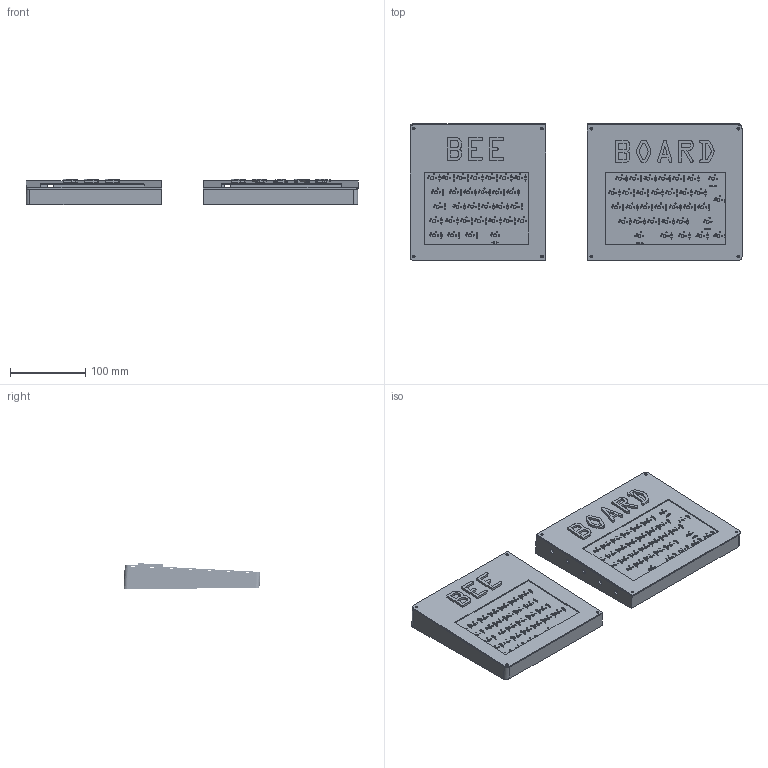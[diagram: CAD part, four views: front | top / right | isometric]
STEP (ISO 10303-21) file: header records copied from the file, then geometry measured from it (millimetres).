
FILE_DESCRIPTION(/* description */ (''),/* implementation_level */ '2;1');
FILE_NAME(/* name */ 'BeeBoard.step',/* time_stamp */ '2025-07-10T01:05:40+01:00',/* author */ (''),/* organization */ (''),/* preprocessor_version */ 'ST-DEVELOPER v20.1',/* originating_system */ 'Autodesk Translation Framework v14.10.0.0',/* authorisation */ '');
FILE_SCHEMA (('AUTOMOTIVE_DESIGN { 1 0 10303 214 3 1 1 }'));
Length unit declared in the file: millimetre
Products named in the file (7): 2025-07-09-23-40-43-480; BeeBoard 1; BeeBoard_PCB_1; BeeBoard_PCB_2; D_DO-35_SOD27_P7.62mm_Horizontal; 2025-07-10-00-07-14-696; 2025-07-10-00-12-58-784
Assembly tree (68 placements, depth 3):
  2025-07-09-23-40-43-480
    BeeBoard 1
      D_DO-35_SOD27_P7.62mm_Horizontal  x63
      BeeBoard_PCB_1
      BeeBoard_PCB_2
    2025-07-10-00-07-14-696
    2025-07-10-00-12-58-784
Bounding box: 440.48 x 181.74 x 33.78 mm (x, y, z)
Volume: 926755.4 mm3; surface area: 407098.3 mm2
Topology: 132 solids, 132 shells, 1855 faces, 4143 edges, 2720 vertices
Faces by surface type: cylinder 923, plane 566, torus 252, bspline 114
Full cylindrical faces by diameter (mm): 0.5 x189, 0.8 x126, 1.092 x54, 1.5 x126, 1.7 x126, 2 x126, 2.02 x63, 3.4 x24, 4 x63, 5 x8, 6 x10
Entity records: 32148 total; most frequent: CARTESIAN_POINT 6887, DIRECTION 4939, ORIENTED_EDGE 4814, EDGE_CURVE 2407, AXIS2_PLACEMENT_3D 1936, EDGE_LOOP 1933, VERTEX_POINT 1604, CIRCLE 1100
